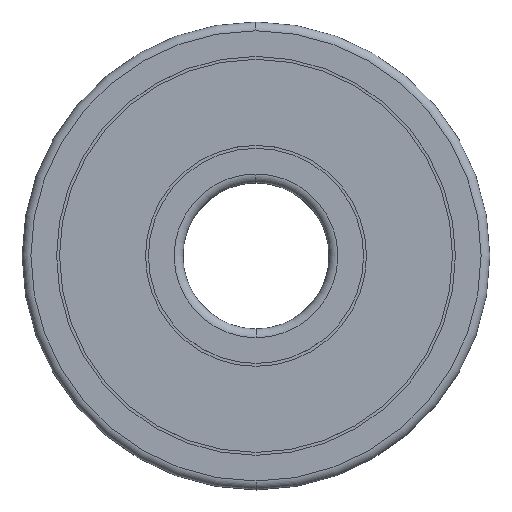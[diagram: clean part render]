
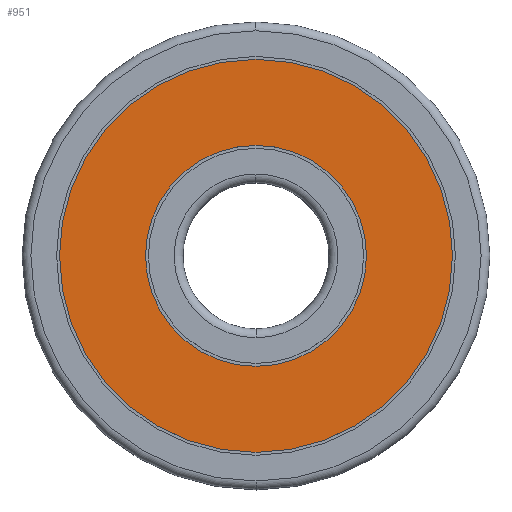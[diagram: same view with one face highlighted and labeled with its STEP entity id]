
A CAD part, top view. The second image highlights one B-rep face of the part: STEP entity #951.
In plain terms, the highlighted planar face has unit normal (0, 0, 1).
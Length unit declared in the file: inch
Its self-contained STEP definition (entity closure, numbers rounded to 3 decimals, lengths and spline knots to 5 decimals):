
#100 = CIRCLE ( 'NONE', #2023, 0.26462 ) ;
#107 = CARTESIAN_POINT ( 'NONE',  ( 0., 0., 0.09593 ) ) ;
#165 = DIRECTION ( 'NONE',  ( 0., 0., -1. ) ) ;
#185 = DIRECTION ( 'NONE',  ( 0., 1., 0. ) ) ;
#200 = CARTESIAN_POINT ( 'NONE',  ( 0., 0.14876, 0.09593 ) ) ;
#214 = CARTESIAN_POINT ( 'NONE',  ( 0., 0., 0.09593 ) ) ;
#223 = FACE_BOUND ( 'NONE', #979, .T. ) ;
#263 = CIRCLE ( 'NONE', #1769, 0.26462 ) ;
#440 = CARTESIAN_POINT ( 'NONE',  ( 0., 0.26462, 0.09593 ) ) ;
#525 = EDGE_CURVE ( 'NONE', #1091, #1525, #263, .T. ) ;
#628 = CIRCLE ( 'NONE', #1371, 0.14876 ) ;
#904 = DIRECTION ( 'NONE',  ( 0., -1., 0. ) ) ;
#951 = ADVANCED_FACE ( 'NONE', ( #223, #2466 ), #2661, .F. ) ;
#979 = EDGE_LOOP ( 'NONE', ( #1235, #1432 ) ) ;
#1004 = EDGE_LOOP ( 'NONE', ( #1540, #1796 ) ) ;
#1015 = DIRECTION ( 'NONE',  ( 0., 0., -1. ) ) ;
#1091 = VERTEX_POINT ( 'NONE', #440 ) ;
#1137 = EDGE_CURVE ( 'NONE', #1559, #1354, #2556, .T. ) ;
#1214 = EDGE_CURVE ( 'NONE', #1354, #1559, #628, .T. ) ;
#1235 = ORIENTED_EDGE ( 'NONE', *, *, #1137, .F. ) ;
#1351 = CARTESIAN_POINT ( 'NONE',  ( 0., 0., 0.09593 ) ) ;
#1354 = VERTEX_POINT ( 'NONE', #1469 ) ;
#1371 = AXIS2_PLACEMENT_3D ( 'NONE', #107, #2577, #904 ) ;
#1432 = ORIENTED_EDGE ( 'NONE', *, *, #1214, .F. ) ;
#1434 = DIRECTION ( 'NONE',  ( 0., -1., 0. ) ) ;
#1469 = CARTESIAN_POINT ( 'NONE',  ( 0., -0.14876, 0.09593 ) ) ;
#1525 = VERTEX_POINT ( 'NONE', #1748 ) ;
#1540 = ORIENTED_EDGE ( 'NONE', *, *, #525, .F. ) ;
#1559 = VERTEX_POINT ( 'NONE', #200 ) ;
#1573 = AXIS2_PLACEMENT_3D ( 'NONE', #1351, #1881, #2501 ) ;
#1583 = EDGE_CURVE ( 'NONE', #1525, #1091, #100, .T. ) ;
#1614 = AXIS2_PLACEMENT_3D ( 'NONE', #1801, #165, #1434 ) ;
#1748 = CARTESIAN_POINT ( 'NONE',  ( 0., -0.26462, 0.09593 ) ) ;
#1769 = AXIS2_PLACEMENT_3D ( 'NONE', #2228, #2021, #185 ) ;
#1796 = ORIENTED_EDGE ( 'NONE', *, *, #1583, .F. ) ;
#1801 = CARTESIAN_POINT ( 'NONE',  ( 0., 0., 0.09593 ) ) ;
#1881 = DIRECTION ( 'NONE',  ( 0., 0., 1. ) ) ;
#2009 = DIRECTION ( 'NONE',  ( 0., -1., 0. ) ) ;
#2021 = DIRECTION ( 'NONE',  ( 0., 0., -1. ) ) ;
#2023 = AXIS2_PLACEMENT_3D ( 'NONE', #214, #1015, #2009 ) ;
#2228 = CARTESIAN_POINT ( 'NONE',  ( 0., 0., 0.09593 ) ) ;
#2466 = FACE_OUTER_BOUND ( 'NONE', #1004, .T. ) ;
#2501 = DIRECTION ( 'NONE',  ( 0., 1., 0. ) ) ;
#2556 = CIRCLE ( 'NONE', #1573, 0.14876 ) ;
#2577 = DIRECTION ( 'NONE',  ( 0., 0., 1. ) ) ;
#2661 = PLANE ( 'NONE',  #1614 ) ;
